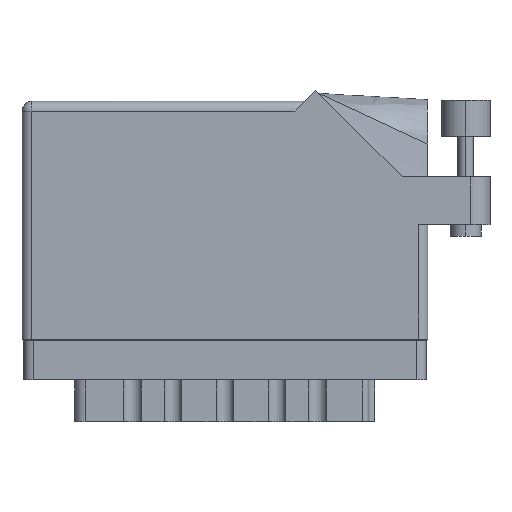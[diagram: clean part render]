
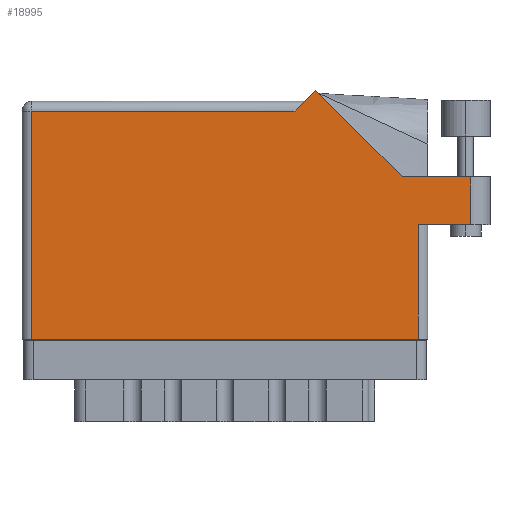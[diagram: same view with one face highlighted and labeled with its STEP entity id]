
A CAD part, front view. The second image highlights one B-rep face of the part: STEP entity #18995.
In plain terms, the highlighted face is planar.
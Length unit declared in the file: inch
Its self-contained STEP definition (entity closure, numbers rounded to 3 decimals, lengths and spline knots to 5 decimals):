
#307 = DIRECTION ( 'NONE',  ( -1., 0., 0. ) ) ;
#668 = EDGE_CURVE ( 'NONE', #3270, #45649, #48774, .T. ) ;
#842 = CARTESIAN_POINT ( 'NONE',  ( 2.55, 0.737, 0. ) ) ;
#1232 = VERTEX_POINT ( 'NONE', #5730 ) ;
#1951 = VECTOR ( 'NONE', #39309, 39.37008 ) ;
#2543 = EDGE_CURVE ( 'NONE', #15204, #37375, #27828, .T. ) ;
#3270 = VERTEX_POINT ( 'NONE', #35562 ) ;
#5109 = EDGE_CURVE ( 'NONE', #41811, #1232, #44522, .T. ) ;
#5730 = CARTESIAN_POINT ( 'NONE',  ( 1.88971, 1.60071, 0. ) ) ;
#5981 = EDGE_CURVE ( 'NONE', #48132, #41811, #9072, .T. ) ;
#6798 = LINE ( 'NONE', #18726, #23548 ) ;
#7643 = DIRECTION ( 'NONE',  ( -0.707, 0.707, 0. ) ) ;
#7672 = ORIENTED_EDGE ( 'NONE', *, *, #2543, .T. ) ;
#8054 = ORIENTED_EDGE ( 'NONE', *, *, #17044, .T. ) ;
#8586 = ORIENTED_EDGE ( 'NONE', *, *, #27864, .T. ) ;
#9072 = LINE ( 'NONE', #17274, #37433 ) ;
#9292 = VERTEX_POINT ( 'NONE', #45030 ) ;
#9671 = ORIENTED_EDGE ( 'NONE', *, *, #668, .T. ) ;
#10021 = AXIS2_PLACEMENT_3D ( 'NONE', #42094, #41573, #307 ) ;
#10367 = CARTESIAN_POINT ( 'NONE',  ( 2.887, 1.044, 0. ) ) ;
#10423 = LINE ( 'NONE', #842, #32438 ) ;
#12346 = LINE ( 'NONE', #10367, #1951 ) ;
#12606 = PLANE ( 'NONE',  #10021 ) ;
#15204 = VERTEX_POINT ( 'NONE', #41340 ) ;
#15867 = CARTESIAN_POINT ( 'NONE',  ( 0., 0., 0. ) ) ;
#16918 = FACE_OUTER_BOUND ( 'NONE', #51813, .T. ) ;
#17044 = EDGE_CURVE ( 'NONE', #1232, #15204, #6798, .T. ) ;
#17274 = CARTESIAN_POINT ( 'NONE',  ( 3.012, 1.044, 0. ) ) ;
#18031 = VERTEX_POINT ( 'NONE', #22417 ) ;
#18726 = CARTESIAN_POINT ( 'NONE',  ( 1.819, 1.53, 0. ) ) ;
#18995 = ADVANCED_FACE ( 'NONE', ( #16918 ), #12606, .F. ) ;
#19979 = DIRECTION ( 'NONE',  ( 1., 0., 0. ) ) ;
#21342 = ORIENTED_EDGE ( 'NONE', *, *, #49133, .T. ) ;
#22233 = CARTESIAN_POINT ( 'NONE',  ( 2.887, 0.737, 0. ) ) ;
#22417 = CARTESIAN_POINT ( 'NONE',  ( 0.062, 0., 0. ) ) ;
#22426 = CARTESIAN_POINT ( 'NONE',  ( 2.44642, 1.044, 0. ) ) ;
#22462 = VECTOR ( 'NONE', #7643, 39.37008 ) ;
#22823 = DIRECTION ( 'NONE',  ( 0., -1., 0. ) ) ;
#23548 = VECTOR ( 'NONE', #35623, 39.37008 ) ;
#26924 = CARTESIAN_POINT ( 'NONE',  ( 0., 1.468, 0. ) ) ;
#26997 = EDGE_CURVE ( 'NONE', #18031, #9292, #35146, .T. ) ;
#27828 = LINE ( 'NONE', #26924, #31768 ) ;
#27864 = EDGE_CURVE ( 'NONE', #9292, #3270, #10423, .T. ) ;
#29351 = DIRECTION ( 'NONE',  ( 1., 0., 0. ) ) ;
#31486 = DIRECTION ( 'NONE',  ( -1., 0., 0. ) ) ;
#31640 = LINE ( 'NONE', #39330, #43921 ) ;
#31647 = ORIENTED_EDGE ( 'NONE', *, *, #26997, .T. ) ;
#31768 = VECTOR ( 'NONE', #31486, 39.37008 ) ;
#32438 = VECTOR ( 'NONE', #50431, 39.37008 ) ;
#34574 = VECTOR ( 'NONE', #29351, 39.37008 ) ;
#35146 = LINE ( 'NONE', #15867, #44824 ) ;
#35562 = CARTESIAN_POINT ( 'NONE',  ( 2.55, 0.737, 0. ) ) ;
#35623 = DIRECTION ( 'NONE',  ( -0.707, -0.707, 0. ) ) ;
#37375 = VERTEX_POINT ( 'NONE', #42532 ) ;
#37433 = VECTOR ( 'NONE', #46228, 39.37008 ) ;
#37928 = ORIENTED_EDGE ( 'NONE', *, *, #5981, .T. ) ;
#39309 = DIRECTION ( 'NONE',  ( 0., 1., 0. ) ) ;
#39330 = CARTESIAN_POINT ( 'NONE',  ( 0.062, 0., 0. ) ) ;
#39711 = ORIENTED_EDGE ( 'NONE', *, *, #5109, .T. ) ;
#39975 = CARTESIAN_POINT ( 'NONE',  ( 2.887, 1.044, 0. ) ) ;
#40451 = ORIENTED_EDGE ( 'NONE', *, *, #41880, .T. ) ;
#41340 = CARTESIAN_POINT ( 'NONE',  ( 1.757, 1.468, 0. ) ) ;
#41573 = DIRECTION ( 'NONE',  ( 0., 0., -1. ) ) ;
#41811 = VERTEX_POINT ( 'NONE', #22426 ) ;
#41880 = EDGE_CURVE ( 'NONE', #45649, #48132, #12346, .T. ) ;
#42094 = CARTESIAN_POINT ( 'NONE',  ( 0., 1.53, 0. ) ) ;
#42532 = CARTESIAN_POINT ( 'NONE',  ( 0.062, 1.468, 0. ) ) ;
#43921 = VECTOR ( 'NONE', #22823, 39.37008 ) ;
#44522 = LINE ( 'NONE', #52679, #22462 ) ;
#44824 = VECTOR ( 'NONE', #19979, 39.37008 ) ;
#45030 = CARTESIAN_POINT ( 'NONE',  ( 2.55, 0., 0. ) ) ;
#45649 = VERTEX_POINT ( 'NONE', #22233 ) ;
#46228 = DIRECTION ( 'NONE',  ( -1., 0., 0. ) ) ;
#48132 = VERTEX_POINT ( 'NONE', #39975 ) ;
#48774 = LINE ( 'NONE', #49811, #34574 ) ;
#49133 = EDGE_CURVE ( 'NONE', #37375, #18031, #31640, .T. ) ;
#49811 = CARTESIAN_POINT ( 'NONE',  ( 2.612, 0.737, 0. ) ) ;
#50431 = DIRECTION ( 'NONE',  ( 0., 1., 0. ) ) ;
#51813 = EDGE_LOOP ( 'NONE', ( #9671, #40451, #37928, #39711, #8054, #7672, #21342, #31647, #8586 ) ) ;
#52679 = CARTESIAN_POINT ( 'NONE',  ( 2.44642, 1.044, 0. ) ) ;
